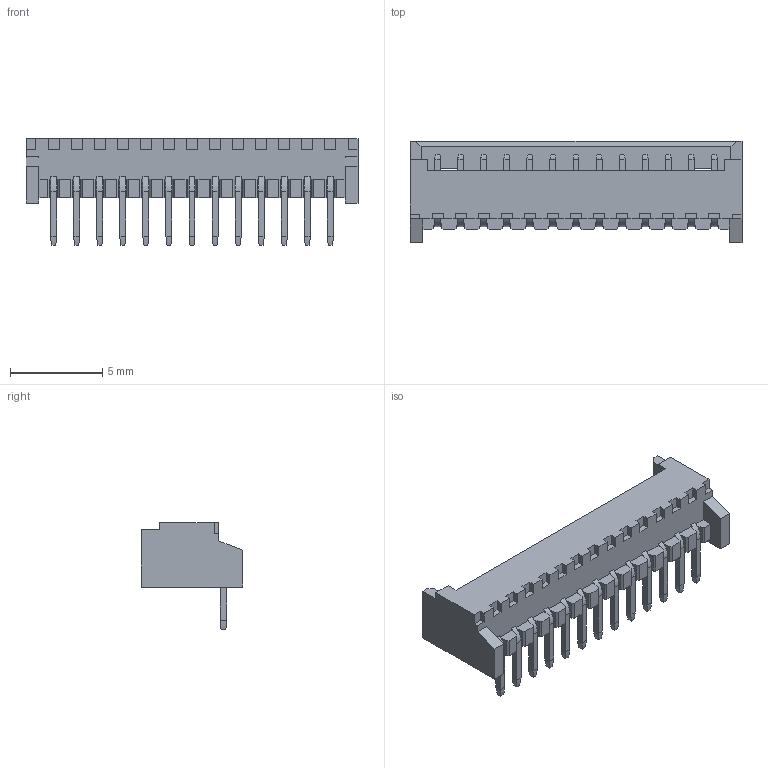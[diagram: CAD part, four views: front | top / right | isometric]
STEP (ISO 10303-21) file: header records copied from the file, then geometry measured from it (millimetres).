
FILE_DESCRIPTION((''),'2;1');
FILE_NAME('530481310','2016-08-16T',('rlalsangi'),(''),'PRO/ENGINEER BY PARAMETRIC TECHNOLOGY CORPORATION, 2012310','PRO/ENGINEER BY PARAMETRIC TECHNOLOGY CORPORATION, 2012310','');
FILE_SCHEMA(('CONFIG_CONTROL_DESIGN'));
Length unit declared in the file: millimetre
Products named in the file (1): 530481310
Bounding box: 18 x 5.5 x 5.8 mm (x, y, z)
Volume: 129.6 mm3; surface area: 498.9 mm2
Topology: 1 solids, 1 shells, 461 faces, 1202 edges, 756 vertices
Faces by surface type: plane 344, bspline 104, cylinder 13
Entity records: 16316 total; most frequent: CARTESIAN_POINT 5514, ORIENTED_EDGE 2352, DIRECTION 1892, EDGE_CURVE 1176, VECTOR 1020, LINE 1020, VERTEX_POINT 730, EDGE_LOOP 478
